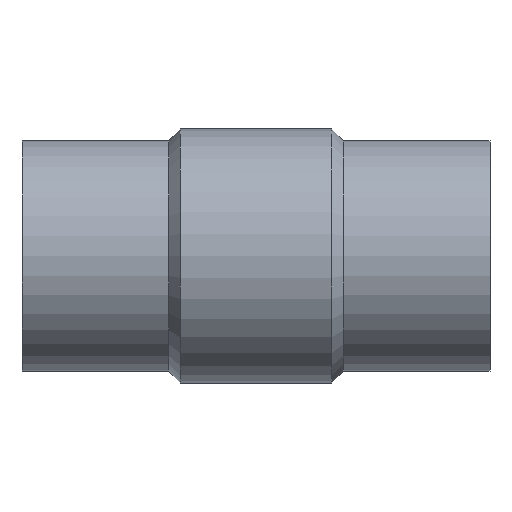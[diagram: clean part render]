
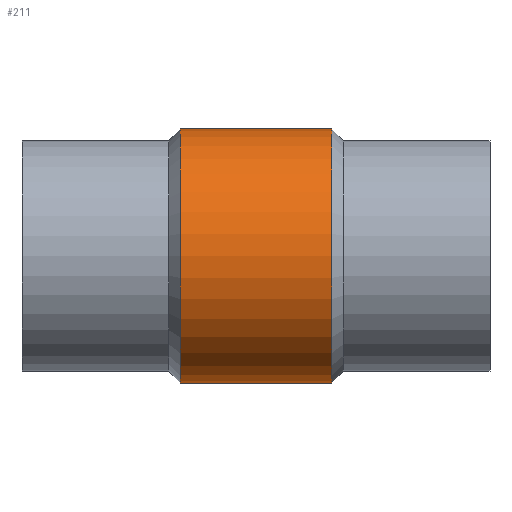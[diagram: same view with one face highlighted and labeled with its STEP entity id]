
A CAD part, top view. The second image highlights one B-rep face of the part: STEP entity #211.
In plain terms, the highlighted cylindrical face has radius 123.75 mm (diameter 247.5 mm), a full revolution.
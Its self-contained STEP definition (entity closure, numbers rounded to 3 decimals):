
#25=FACE_OUTER_BOUND('',#38,.T.);
#38=EDGE_LOOP('',(#149,#150,#151,#152,#153,#154,#155,#156,#157));
#56=B_SPLINE_CURVE_WITH_KNOTS('',3,(#416,#417,#418,#419,#420,#421,#422,
#423,#424,#425,#426,#427,#428,#429,#430,#431,#432,#433,#434,#435,#436,#437,
#438,#439,#440,#441,#442,#443,#444,#445,#446,#447,#448,#449),
 .UNSPECIFIED.,.F.,.F.,(4,2,2,2,2,2,2,2,2,2,2,2,2,2,2,2,4),(10.63,
11.956,13.282,14.608,15.934,17.265,
18.597,19.929,21.261,22.592,23.924,
25.256,26.588,27.914,29.239,30.565,
31.891),.UNSPECIFIED.);
#57=B_SPLINE_CURVE_WITH_KNOTS('',3,(#454,#455,#456,#457,#458,#459,#460,
#461,#462,#463,#464,#465,#466,#467,#468,#469,#470,#471),.UNSPECIFIED.,.F.,
 .F.,(4,2,2,2,2,2,2,2,4),(31.891,33.217,34.543,
35.869,37.194,38.526,39.858,41.19,
42.521),.UNSPECIFIED.);
#58=B_SPLINE_CURVE_WITH_KNOTS('',3,(#472,#473,#474,#475,#476,#477,#478,
#479,#480,#481,#482,#483,#484,#485,#486,#487,#488,#489),.UNSPECIFIED.,.F.,
 .F.,(4,2,2,2,2,2,2,2,4),(0.,1.332,2.664,3.995,
5.327,6.653,7.979,9.305,10.63),
 .UNSPECIFIED.);
#60=LINE('',#414,#72);
#61=LINE('',#451,#73);
#72=VECTOR('',#279,123.75);
#73=VECTOR('',#280,123.75);
#84=CIRCLE('',#246,123.75);
#85=CIRCLE('',#247,123.75);
#99=VERTEX_POINT('',#411);
#100=VERTEX_POINT('',#413);
#101=VERTEX_POINT('',#415);
#102=VERTEX_POINT('',#450);
#103=VERTEX_POINT('',#453);
#118=EDGE_CURVE('',#99,#99,#84,.T.);
#119=EDGE_CURVE('',#99,#100,#60,.T.);
#120=EDGE_CURVE('',#100,#101,#56,.T.);
#121=EDGE_CURVE('',#101,#102,#61,.T.);
#122=EDGE_CURVE('',#102,#102,#85,.T.);
#123=EDGE_CURVE('',#101,#103,#57,.T.);
#124=EDGE_CURVE('',#103,#100,#58,.T.);
#149=ORIENTED_EDGE('',*,*,#118,.F.);
#150=ORIENTED_EDGE('',*,*,#119,.T.);
#151=ORIENTED_EDGE('',*,*,#120,.T.);
#152=ORIENTED_EDGE('',*,*,#121,.T.);
#153=ORIENTED_EDGE('',*,*,#122,.T.);
#154=ORIENTED_EDGE('',*,*,#121,.F.);
#155=ORIENTED_EDGE('',*,*,#123,.T.);
#156=ORIENTED_EDGE('',*,*,#124,.T.);
#157=ORIENTED_EDGE('',*,*,#119,.F.);
#204=CYLINDRICAL_SURFACE('',#245,123.75);
#211=ADVANCED_FACE('',(#25),#204,.T.);
#245=AXIS2_PLACEMENT_3D('',#410,#275,#276);
#246=AXIS2_PLACEMENT_3D('',#412,#277,#278);
#247=AXIS2_PLACEMENT_3D('',#452,#281,#282);
#275=DIRECTION('center_axis',(-1.,0.,0.));
#276=DIRECTION('ref_axis',(0.,0.,1.));
#277=DIRECTION('center_axis',(-1.,0.,0.));
#278=DIRECTION('ref_axis',(0.,0.,1.));
#279=DIRECTION('',(1.,0.,0.));
#280=DIRECTION('',(1.,0.,0.));
#281=DIRECTION('center_axis',(-1.,0.,0.));
#282=DIRECTION('ref_axis',(0.,0.,1.));
#410=CARTESIAN_POINT('Origin',(0.,0.,0.));
#411=CARTESIAN_POINT('',(-73.75,0.,-123.75));
#412=CARTESIAN_POINT('Origin',(-73.75,0.,0.));
#413=CARTESIAN_POINT('',(-68.75,0.,-123.75));
#414=CARTESIAN_POINT('',(0.,0.,-123.75));
#415=CARTESIAN_POINT('',(68.75,0.,-123.75));
#416=CARTESIAN_POINT('Ctrl Pts',(-68.75,0.,-123.75));
#417=CARTESIAN_POINT('Ctrl Pts',(-68.75,-4.419,-123.75));
#418=CARTESIAN_POINT('Ctrl Pts',(-68.317,-8.959,-123.508));
#419=CARTESIAN_POINT('Ctrl Pts',(-66.528,-17.93,-122.527));
#420=CARTESIAN_POINT('Ctrl Pts',(-65.173,-22.361,-121.79));
#421=CARTESIAN_POINT('Ctrl Pts',(-61.632,-30.806,-119.932));
#422=CARTESIAN_POINT('Ctrl Pts',(-59.444,-34.828,-118.812));
#423=CARTESIAN_POINT('Ctrl Pts',(-54.43,-42.236,-116.385));
#424=CARTESIAN_POINT('Ctrl Pts',(-51.605,-45.622,-115.079));
#425=CARTESIAN_POINT('Ctrl Pts',(-45.609,-51.618,-112.518));
#426=CARTESIAN_POINT('Ctrl Pts',(-42.216,-54.446,-111.165));
#427=CARTESIAN_POINT('Ctrl Pts',(-34.81,-59.454,-108.569));
#428=CARTESIAN_POINT('Ctrl Pts',(-30.797,-61.636,-107.328));
#429=CARTESIAN_POINT('Ctrl Pts',(-22.372,-65.168,-105.221));
#430=CARTESIAN_POINT('Ctrl Pts',(-17.951,-66.522,-104.355));
#431=CARTESIAN_POINT('Ctrl Pts',(-8.985,-68.313,-103.191));
#432=CARTESIAN_POINT('Ctrl Pts',(-4.439,-68.75,-102.896));
#433=CARTESIAN_POINT('Ctrl Pts',(4.439,-68.75,-102.896));
#434=CARTESIAN_POINT('Ctrl Pts',(8.985,-68.313,-103.191));
#435=CARTESIAN_POINT('Ctrl Pts',(17.951,-66.522,-104.355));
#436=CARTESIAN_POINT('Ctrl Pts',(22.372,-65.168,-105.221));
#437=CARTESIAN_POINT('Ctrl Pts',(30.797,-61.636,-107.328));
#438=CARTESIAN_POINT('Ctrl Pts',(34.81,-59.454,-108.569));
#439=CARTESIAN_POINT('Ctrl Pts',(42.216,-54.446,-111.165));
#440=CARTESIAN_POINT('Ctrl Pts',(45.609,-51.618,-112.518));
#441=CARTESIAN_POINT('Ctrl Pts',(51.605,-45.622,-115.079));
#442=CARTESIAN_POINT('Ctrl Pts',(54.43,-42.236,-116.385));
#443=CARTESIAN_POINT('Ctrl Pts',(59.444,-34.828,-118.812));
#444=CARTESIAN_POINT('Ctrl Pts',(61.632,-30.806,-119.932));
#445=CARTESIAN_POINT('Ctrl Pts',(65.173,-22.361,-121.79));
#446=CARTESIAN_POINT('Ctrl Pts',(66.528,-17.93,-122.527));
#447=CARTESIAN_POINT('Ctrl Pts',(68.317,-8.959,-123.508));
#448=CARTESIAN_POINT('Ctrl Pts',(68.75,-4.419,-123.75));
#449=CARTESIAN_POINT('Ctrl Pts',(68.75,0.,-123.75));
#450=CARTESIAN_POINT('',(73.75,0.,-123.75));
#451=CARTESIAN_POINT('',(0.,0.,-123.75));
#452=CARTESIAN_POINT('Origin',(73.75,0.,0.));
#453=CARTESIAN_POINT('',(0.,68.75,-102.896));
#454=CARTESIAN_POINT('Ctrl Pts',(68.75,0.,-123.75));
#455=CARTESIAN_POINT('Ctrl Pts',(68.75,4.419,-123.75));
#456=CARTESIAN_POINT('Ctrl Pts',(68.317,8.959,-123.508));
#457=CARTESIAN_POINT('Ctrl Pts',(66.528,17.93,-122.527));
#458=CARTESIAN_POINT('Ctrl Pts',(65.173,22.361,-121.79));
#459=CARTESIAN_POINT('Ctrl Pts',(61.632,30.806,-119.932));
#460=CARTESIAN_POINT('Ctrl Pts',(59.444,34.828,-118.812));
#461=CARTESIAN_POINT('Ctrl Pts',(54.43,42.236,-116.385));
#462=CARTESIAN_POINT('Ctrl Pts',(51.605,45.622,-115.079));
#463=CARTESIAN_POINT('Ctrl Pts',(45.609,51.618,-112.518));
#464=CARTESIAN_POINT('Ctrl Pts',(42.216,54.446,-111.165));
#465=CARTESIAN_POINT('Ctrl Pts',(34.81,59.454,-108.569));
#466=CARTESIAN_POINT('Ctrl Pts',(30.797,61.636,-107.328));
#467=CARTESIAN_POINT('Ctrl Pts',(22.372,65.168,-105.221));
#468=CARTESIAN_POINT('Ctrl Pts',(17.951,66.522,-104.355));
#469=CARTESIAN_POINT('Ctrl Pts',(8.985,68.313,-103.191));
#470=CARTESIAN_POINT('Ctrl Pts',(4.439,68.75,-102.896));
#471=CARTESIAN_POINT('Ctrl Pts',(0.,68.75,-102.896));
#472=CARTESIAN_POINT('Ctrl Pts',(0.,68.75,-102.896));
#473=CARTESIAN_POINT('Ctrl Pts',(-4.439,68.75,-102.896));
#474=CARTESIAN_POINT('Ctrl Pts',(-8.985,68.313,-103.191));
#475=CARTESIAN_POINT('Ctrl Pts',(-17.951,66.522,-104.355));
#476=CARTESIAN_POINT('Ctrl Pts',(-22.372,65.168,-105.221));
#477=CARTESIAN_POINT('Ctrl Pts',(-30.797,61.636,-107.328));
#478=CARTESIAN_POINT('Ctrl Pts',(-34.81,59.454,-108.569));
#479=CARTESIAN_POINT('Ctrl Pts',(-42.216,54.446,-111.165));
#480=CARTESIAN_POINT('Ctrl Pts',(-45.609,51.618,-112.518));
#481=CARTESIAN_POINT('Ctrl Pts',(-51.605,45.622,-115.079));
#482=CARTESIAN_POINT('Ctrl Pts',(-54.43,42.236,-116.385));
#483=CARTESIAN_POINT('Ctrl Pts',(-59.444,34.828,-118.812));
#484=CARTESIAN_POINT('Ctrl Pts',(-61.632,30.806,-119.932));
#485=CARTESIAN_POINT('Ctrl Pts',(-65.173,22.361,-121.79));
#486=CARTESIAN_POINT('Ctrl Pts',(-66.528,17.93,-122.527));
#487=CARTESIAN_POINT('Ctrl Pts',(-68.317,8.959,-123.508));
#488=CARTESIAN_POINT('Ctrl Pts',(-68.75,4.419,-123.75));
#489=CARTESIAN_POINT('Ctrl Pts',(-68.75,0.,-123.75));
